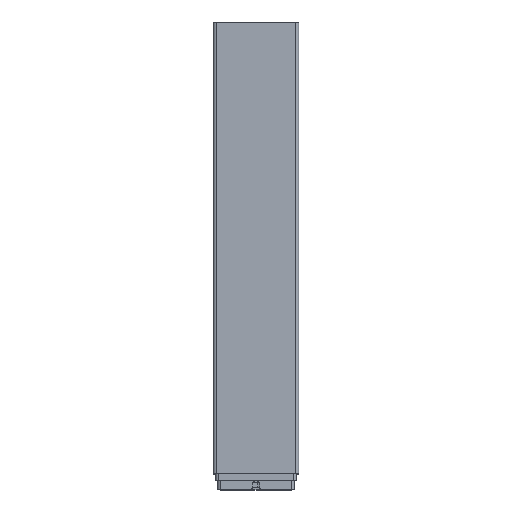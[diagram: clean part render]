
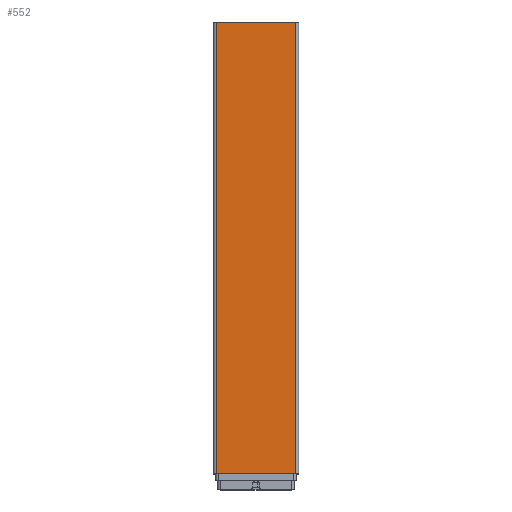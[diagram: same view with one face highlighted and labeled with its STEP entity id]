
A CAD part, top view. The second image highlights one B-rep face of the part: STEP entity #552.
In plain terms, the highlighted planar face has unit normal (0, 0, 1).
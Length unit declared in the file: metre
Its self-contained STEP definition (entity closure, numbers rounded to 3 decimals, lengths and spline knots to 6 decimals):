
#152=DIRECTION('',(-1.,0.,0.));
#153=VECTOR('',#152,0.089);
#154=CARTESIAN_POINT('',(0.022961,-0.2628,0.0325));
#155=LINE('',#154,#153);
#193=DIRECTION('',(0.,1.,0.));
#194=VECTOR('',#193,0.503);
#195=CARTESIAN_POINT('',(-0.066039,-0.2628,0.0325));
#196=LINE('',#195,#194);
#197=DIRECTION('',(-1.,0.,0.));
#198=VECTOR('',#197,0.089);
#199=CARTESIAN_POINT('',(0.022961,0.2402,0.0325));
#200=LINE('',#199,#198);
#201=DIRECTION('',(0.,-1.,0.));
#202=VECTOR('',#201,0.503);
#203=CARTESIAN_POINT('',(0.022961,0.2402,0.0325));
#204=LINE('',#203,#202);
#215=CARTESIAN_POINT('',(0.022961,0.2402,0.0325));
#216=VERTEX_POINT('',#215);
#217=CARTESIAN_POINT('',(-0.066039,0.2402,0.0325));
#218=VERTEX_POINT('',#217);
#251=CARTESIAN_POINT('',(-0.066039,-0.2628,0.0325));
#252=VERTEX_POINT('',#251);
#253=CARTESIAN_POINT('',(0.022961,-0.2628,0.0325));
#254=VERTEX_POINT('',#253);
#540=CARTESIAN_POINT('',(0.025961,0.2402,0.0325));
#541=DIRECTION('',(0.,0.,1.));
#542=DIRECTION('',(-1.,0.,0.));
#543=AXIS2_PLACEMENT_3D('',#540,#541,#542);
#544=PLANE('',#543);
#545=ORIENTED_EDGE('',*,*,#286,.F.);
#547=ORIENTED_EDGE('',*,*,#546,.T.);
#548=ORIENTED_EDGE('',*,*,#444,.T.);
#549=ORIENTED_EDGE('',*,*,#534,.T.);
#550=EDGE_LOOP('',(#545,#547,#548,#549));
#551=FACE_OUTER_BOUND('',#550,.F.);
#552=ADVANCED_FACE('',(#551),#544,.T.);
#286=EDGE_CURVE('',#216,#218,#200,.T.);
#444=EDGE_CURVE('',#254,#252,#155,.T.);
#534=EDGE_CURVE('',#252,#218,#196,.T.);
#546=EDGE_CURVE('',#216,#254,#204,.T.);
